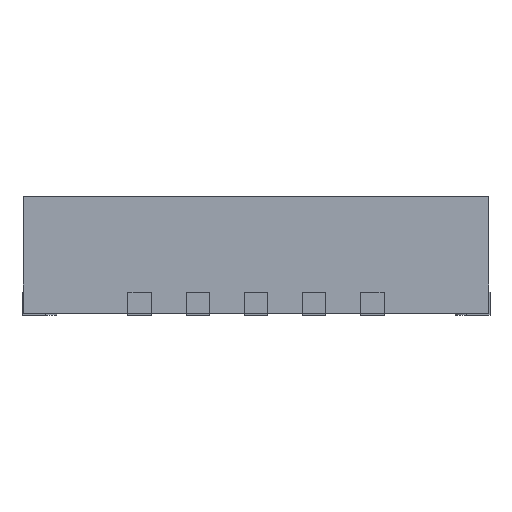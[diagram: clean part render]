
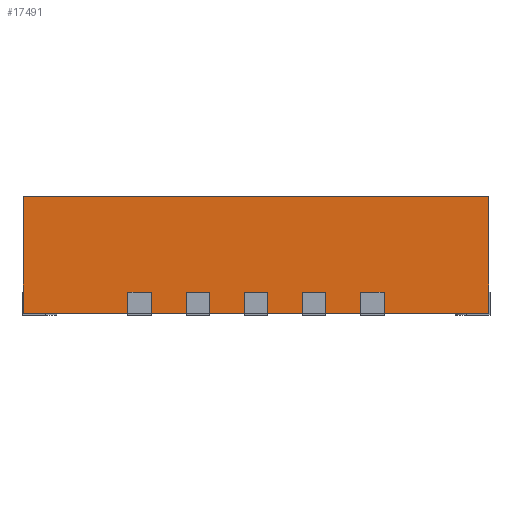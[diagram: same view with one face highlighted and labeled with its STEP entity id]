
A CAD part, left-side view. The second image highlights one B-rep face of the part: STEP entity #17491.
In plain terms, the highlighted planar face has unit normal (-1, 0, 0).
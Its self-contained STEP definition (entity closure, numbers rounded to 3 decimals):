
#277 = DIRECTION ( 'NONE',  ( 1., 0., 0. ) ) ;
#291 = CARTESIAN_POINT ( 'NONE',  ( -2., -2., 0. ) ) ;
#344 = CARTESIAN_POINT ( 'NONE',  ( -2., -2., 1. ) ) ;
#1535 = LINE ( 'NONE', #19972, #24387 ) ;
#2750 = CARTESIAN_POINT ( 'NONE',  ( -2., 2., 1. ) ) ;
#3807 = VECTOR ( 'NONE', #18895, 1000. ) ;
#3841 = CARTESIAN_POINT ( 'NONE',  ( -2., -2., 1. ) ) ;
#5475 = VECTOR ( 'NONE', #9781, 1000. ) ;
#5936 = LINE ( 'NONE', #15771, #12964 ) ;
#6674 = VERTEX_POINT ( 'NONE', #344 ) ;
#7204 = CARTESIAN_POINT ( 'NONE',  ( -2., 2., 1. ) ) ;
#7571 = VERTEX_POINT ( 'NONE', #7970 ) ;
#7970 = CARTESIAN_POINT ( 'NONE',  ( -2., 2., 0. ) ) ;
#8718 = VERTEX_POINT ( 'NONE', #7204 ) ;
#9781 = DIRECTION ( 'NONE',  ( 0., -1., 0. ) ) ;
#10057 = DIRECTION ( 'NONE',  ( 0., -1., 0. ) ) ;
#10126 = EDGE_CURVE ( 'NONE', #6674, #24258, #5936, .T. ) ;
#11609 = DIRECTION ( 'NONE',  ( 0., 0., -1. ) ) ;
#11972 = EDGE_LOOP ( 'NONE', ( #12465, #17850, #12180, #20202 ) ) ;
#12180 = ORIENTED_EDGE ( 'NONE', *, *, #18271, .F. ) ;
#12465 = ORIENTED_EDGE ( 'NONE', *, *, #25164, .T. ) ;
#12964 = VECTOR ( 'NONE', #11609, 1000. ) ;
#14536 = LINE ( 'NONE', #2750, #3807 ) ;
#15369 = CARTESIAN_POINT ( 'NONE',  ( -2., -2., 1. ) ) ;
#15744 = FACE_OUTER_BOUND ( 'NONE', #11972, .T. ) ;
#15771 = CARTESIAN_POINT ( 'NONE',  ( -2., -2., 1. ) ) ;
#17491 = ADVANCED_FACE ( 'NONE', ( #15744 ), #21523, .F. ) ;
#17850 = ORIENTED_EDGE ( 'NONE', *, *, #10126, .F. ) ;
#18271 = EDGE_CURVE ( 'NONE', #8718, #6674, #21262, .T. ) ;
#18895 = DIRECTION ( 'NONE',  ( 0., 0., -1. ) ) ;
#19972 = CARTESIAN_POINT ( 'NONE',  ( -2., -2., 0. ) ) ;
#20202 = ORIENTED_EDGE ( 'NONE', *, *, #23675, .T. ) ;
#21262 = LINE ( 'NONE', #15369, #5475 ) ;
#21523 = PLANE ( 'NONE',  #21800 ) ;
#21800 = AXIS2_PLACEMENT_3D ( 'NONE', #3841, #277, #22674 ) ;
#22674 = DIRECTION ( 'NONE',  ( 0., 0., -1. ) ) ;
#23675 = EDGE_CURVE ( 'NONE', #8718, #7571, #14536, .T. ) ;
#24258 = VERTEX_POINT ( 'NONE', #291 ) ;
#24387 = VECTOR ( 'NONE', #10057, 1000. ) ;
#25164 = EDGE_CURVE ( 'NONE', #7571, #24258, #1535, .T. ) ;
